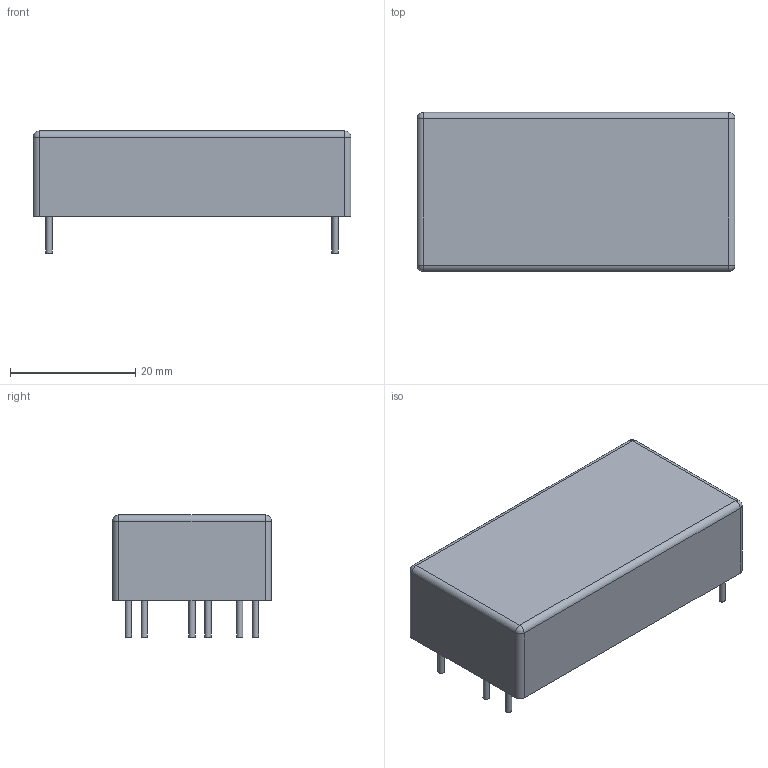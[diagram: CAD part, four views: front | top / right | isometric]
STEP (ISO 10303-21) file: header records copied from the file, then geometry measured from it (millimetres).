
FILE_DESCRIPTION(('FreeCAD Model'),'2;1');
FILE_NAME('FHW.step', '2020-05-26T13:24:26',('Author'),(''), 'Open CASCADE STEP processor 7.2','FreeCAD','Unknown');
FILE_SCHEMA(('AUTOMOTIVE_DESIGN { 1 0 10303 214 1 1 1 1 }'));
Length unit declared in the file: millimetre
Products named in the file (7): case; pin_1; pin_4; pin_5; pin_6; pin_2; pin_3
Bounding box: 50.8 x 25.4 x 19.5 mm (x, y, z)
Volume: 17660.9 mm3; surface area: 4696.9 mm2
Topology: 7 solids, 7 shells, 36 faces, 58 edges, 32 vertices
Faces by surface type: plane 18, cylinder 14, sphere 4
Full cylindrical faces by diameter (mm): 1 x6
Entity records: 1609 total; most frequent: CARTESIAN_POINT 253, DIRECTION 247, ORIENTED_EDGE 108, PCURVE 108, DEFINITIONAL_REPRESENTATION 108, LINE 102, VECTOR 102, AXIS2_PLACEMENT_3D 65
